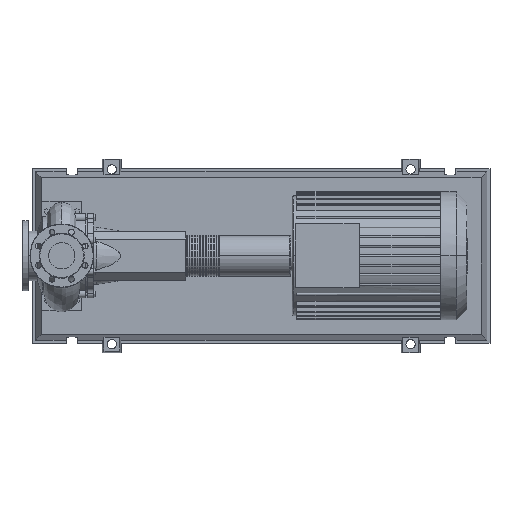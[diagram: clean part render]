
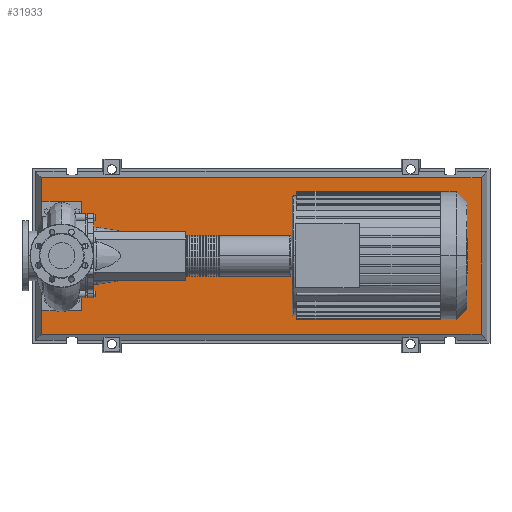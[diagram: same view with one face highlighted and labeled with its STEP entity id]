
A CAD part, top view. The second image highlights one B-rep face of the part: STEP entity #31933.
In plain terms, the highlighted planar face has unit normal (0, 0, 1).
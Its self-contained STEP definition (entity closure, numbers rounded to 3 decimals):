
#28100=CARTESIAN_POINT('',(1319.232,-246.732,103.0));
#28101=VERTEX_POINT('',#28100);
#28108=CARTESIAN_POINT('',(-64.232,-246.732,103.0));
#28109=VERTEX_POINT('',#28108);
#28110=CARTESIAN_POINT('',(1319.232,-246.732,103.0));
#28111=DIRECTION('',(-1.0,0.0,0.0));
#28112=VECTOR('',#28111,1383.465);
#28113=LINE('',#28110,#28112);
#28114=EDGE_CURVE('',#28101,#28109,#28113,.T.);
#31846=CARTESIAN_POINT('',(1319.232,246.732,103.0));
#31847=VERTEX_POINT('',#31846);
#31848=CARTESIAN_POINT('',(1319.232,246.732,103.0));
#31849=DIRECTION('',(0.0,-1.0,0.0));
#31850=VECTOR('',#31849,493.465);
#31851=LINE('',#31848,#31850);
#31852=EDGE_CURVE('',#31847,#28101,#31851,.T.);
#31870=CARTESIAN_POINT('',(-64.232,246.732,103.0));
#31871=VERTEX_POINT('',#31870);
#31872=CARTESIAN_POINT('',(-64.232,-246.732,103.0));
#31873=DIRECTION('',(0.0,1.0,0.0));
#31874=VECTOR('',#31873,493.465);
#31875=LINE('',#31872,#31874);
#31876=EDGE_CURVE('',#28109,#31871,#31875,.T.);
#31909=CARTESIAN_POINT('',(-64.232,246.732,103.0));
#31910=DIRECTION('',(1.0,0.0,0.0));
#31911=VECTOR('',#31910,1383.465);
#31912=LINE('',#31909,#31911);
#31913=EDGE_CURVE('',#31871,#31847,#31912,.T.);
#31922=CARTESIAN_POINT('',(627.5,0.0,103.0));
#31923=DIRECTION('',(0.0,0.0,1.0));
#31924=DIRECTION('',(1.0,0.0,0.0));
#31925=AXIS2_PLACEMENT_3D('',#31922,#31923,#31924);
#31926=PLANE('',#31925);
#31927=ORIENTED_EDGE('',*,*,#31852,.F.);
#31928=ORIENTED_EDGE('',*,*,#31913,.F.);
#31929=ORIENTED_EDGE('',*,*,#31876,.F.);
#31930=ORIENTED_EDGE('',*,*,#28114,.F.);
#31931=EDGE_LOOP('',(#31927,#31928,#31929,#31930));
#31932=FACE_OUTER_BOUND('',#31931,.T.);
#31933=ADVANCED_FACE('',(#31932),#31926,.T.);
